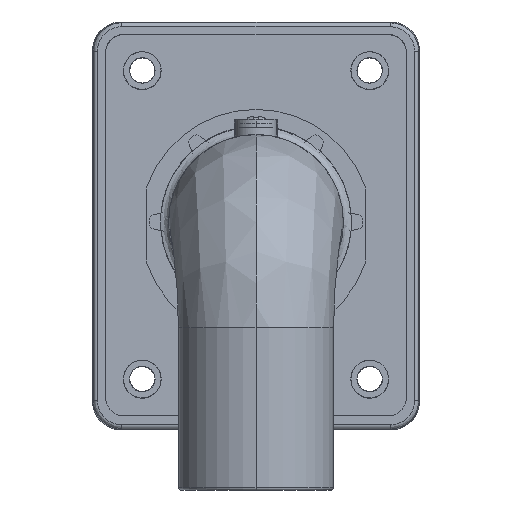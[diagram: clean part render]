
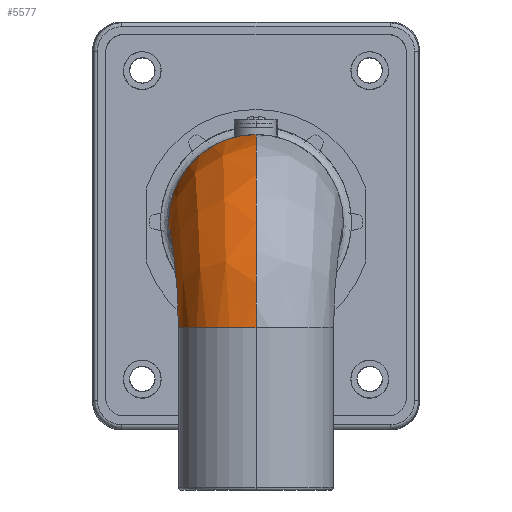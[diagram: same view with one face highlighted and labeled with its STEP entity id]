
A CAD part, front view. The second image highlights one B-rep face of the part: STEP entity #5577.
In plain terms, the highlighted free-form (B-spline) face has degree [3, 3] with [11, 7] control points.
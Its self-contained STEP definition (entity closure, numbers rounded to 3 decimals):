
#572=CARTESIAN_POINT('',(0.,-39.,0.));
#573=DIRECTION('',(0.,-1.,0.));
#574=DIRECTION('',(0.,0.,1.));
#575=AXIS2_PLACEMENT_3D('',#572,#573,#574);
#619=CARTESIAN_POINT('',(0.,-39.,21.5));
#620=CARTESIAN_POINT('',(0.,-40.872,21.5));
#621=CARTESIAN_POINT('',(0.,-44.644,21.25));
#622=CARTESIAN_POINT('',(0.,-50.251,20.126));
#623=CARTESIAN_POINT('',(0.,-55.772,18.231));
#624=CARTESIAN_POINT('',(0.,-60.993,15.632));
#625=CARTESIAN_POINT('',(0.,-65.99,12.26));
#626=CARTESIAN_POINT('',(0.,-70.532,8.214));
#627=CARTESIAN_POINT('',(0.,-74.519,3.582));
#628=CARTESIAN_POINT('',(0.,-77.874,-1.528));
#629=CARTESIAN_POINT('',(0.,-80.613,-7.184));
#630=CARTESIAN_POINT('',(0.,-82.609,-13.214));
#631=CARTESIAN_POINT('',(0.,-83.825,-19.506));
#632=CARTESIAN_POINT('',(0.,-84.1,-23.824));
#633=CARTESIAN_POINT('',(0.,-84.1,-26.));
#635=CARTESIAN_POINT('',(0.,-39.,-21.5));
#636=CARTESIAN_POINT('',(0.,-39.436,-21.5));
#637=CARTESIAN_POINT('',(0.,-40.259,-21.457));
#638=CARTESIAN_POINT('',(0.,-41.656,-21.541));
#639=CARTESIAN_POINT('',(0.,-42.626,-21.786));
#640=CARTESIAN_POINT('',(0.,-43.617,-22.217));
#641=CARTESIAN_POINT('',(0.,-44.476,-22.852));
#642=CARTESIAN_POINT('',(0.,-45.071,-23.512));
#643=CARTESIAN_POINT('',(0.,-45.54,-24.285));
#644=CARTESIAN_POINT('',(0.,-45.83,-25.117));
#645=CARTESIAN_POINT('',(0.,-45.9,-25.706));
#646=CARTESIAN_POINT('',(0.,-45.9,-26.));
#691=CARTESIAN_POINT('',(0.,-65.,-26.));
#692=DIRECTION('',(0.,0.,1.));
#693=DIRECTION('',(0.,1.,0.));
#694=AXIS2_PLACEMENT_3D('',#691,#692,#693);
#4489=CARTESIAN_POINT('',(0.,-39.,-21.5));
#4490=CARTESIAN_POINT('',(0.,-39.,21.5));
#4491=VERTEX_POINT('',#4489);
#4492=VERTEX_POINT('',#4490);
#4493=CARTESIAN_POINT('',(0.,-45.9,-26.));
#4494=CARTESIAN_POINT('',(0.,-84.1,-26.));
#4495=VERTEX_POINT('',#4493);
#4496=VERTEX_POINT('',#4494);
#5490=CARTESIAN_POINT('',(1.35,-37.482,21.43));
#5491=CARTESIAN_POINT('',(1.351,-43.954,21.663));
#5492=CARTESIAN_POINT('',(1.333,-56.968,19.081));
#5493=CARTESIAN_POINT('',(1.275,-72.733,7.53));
#5494=CARTESIAN_POINT('',(1.216,-82.363,
-8.942));
#5495=CARTESIAN_POINT('',(1.198,-84.213,
-21.294));
#5496=CARTESIAN_POINT('',(1.2,-84.042,
-27.442));
#5497=CARTESIAN_POINT('',(-1.908,-37.475,
21.638));
#5498=CARTESIAN_POINT('',(-1.911,-43.976,
21.873));
#5499=CARTESIAN_POINT('',(-1.885,-57.047,
19.278));
#5500=CARTESIAN_POINT('',(-1.802,-72.877,
7.673));
#5501=CARTESIAN_POINT('',(-1.719,-82.543,
-8.871));
#5502=CARTESIAN_POINT('',(-1.693,-84.399,
-21.274));
#5503=CARTESIAN_POINT('',(-1.696,-84.227,
-27.448));
#5504=CARTESIAN_POINT('',(-8.059,-37.508,
20.609));
#5505=CARTESIAN_POINT('',(-8.069,-43.869,
20.837));
#5506=CARTESIAN_POINT('',(-7.961,-56.657,
18.307));
#5507=CARTESIAN_POINT('',(-7.61,-72.165,
6.97));
#5508=CARTESIAN_POINT('',(-7.259,-81.654,
-9.218));
#5509=CARTESIAN_POINT('',(-7.152,-83.481,
-21.37));
#5510=CARTESIAN_POINT('',(-7.161,-83.312,
-27.419));
#5511=CARTESIAN_POINT('',(-15.596,-37.669,
15.575));
#5512=CARTESIAN_POINT('',(-15.615,-43.343,
15.776));
#5513=CARTESIAN_POINT('',(-15.408,-54.75,
13.559));
#5514=CARTESIAN_POINT('',(-14.728,-68.684,
3.537));
#5515=CARTESIAN_POINT('',(-14.048,-77.31,
-10.911));
#5516=CARTESIAN_POINT('',(-13.841,-78.994,
-21.837));
#5517=CARTESIAN_POINT('',(-13.86,-78.839,
-27.275));
#5518=CARTESIAN_POINT('',(-20.378,-37.898,
8.423));
#5519=CARTESIAN_POINT('',(-20.402,-42.596,
8.584));
#5520=CARTESIAN_POINT('',(-20.131,-52.04,
6.813));
#5521=CARTESIAN_POINT('',(-19.243,-63.737,
-1.342));
#5522=CARTESIAN_POINT('',(-18.355,-71.137,
-13.318));
#5523=CARTESIAN_POINT('',(-18.084,-72.62,
-22.502));
#5524=CARTESIAN_POINT('',(-18.108,-72.484,
-27.072));
#5525=CARTESIAN_POINT('',(-22.057,-38.168,
-0.013));
#5526=CARTESIAN_POINT('',(-22.083,-41.715,
0.1));
#5527=CARTESIAN_POINT('',(-21.789,-48.843,
-1.145));
#5528=CARTESIAN_POINT('',(-20.828,-57.903,
-7.097));
#5529=CARTESIAN_POINT('',(-19.868,-63.855,
-16.157));
#5530=CARTESIAN_POINT('',(-19.574,-65.1,
-23.285));
#5531=CARTESIAN_POINT('',(-19.6,-64.987,
-26.832));
#5532=CARTESIAN_POINT('',(-20.378,-38.438,
-8.45));
#5533=CARTESIAN_POINT('',(-20.402,-40.834,
-8.383));
#5534=CARTESIAN_POINT('',(-20.131,-45.647,
-9.103));
#5535=CARTESIAN_POINT('',(-19.243,-52.068,
-12.852));
#5536=CARTESIAN_POINT('',(-18.355,-56.573,
-18.996));
#5537=CARTESIAN_POINT('',(-18.084,-57.581,
-24.069));
#5538=CARTESIAN_POINT('',(-18.108,-57.49,
-26.592));
#5539=CARTESIAN_POINT('',(-15.596,-38.667,
-15.602));
#5540=CARTESIAN_POINT('',(-15.615,-40.087,
-15.575));
#5541=CARTESIAN_POINT('',(-15.408,-42.937,
-15.849));
#5542=CARTESIAN_POINT('',(-14.728,-47.121,
-17.731));
#5543=CARTESIAN_POINT('',(-14.048,-50.4,
-21.402));
#5544=CARTESIAN_POINT('',(-13.841,-51.206,
-24.733));
#5545=CARTESIAN_POINT('',(-13.86,-51.134,
-26.388));
#5546=CARTESIAN_POINT('',(-8.059,-38.828,
-20.635));
#5547=CARTESIAN_POINT('',(-8.069,-39.561,
-20.637));
#5548=CARTESIAN_POINT('',(-7.961,-41.03,
-20.597));
#5549=CARTESIAN_POINT('',(-7.61,-43.64,
-21.165));
#5550=CARTESIAN_POINT('',(-7.259,-46.056,
-23.096));
#5551=CARTESIAN_POINT('',(-7.152,-46.719,
-25.2));
#5552=CARTESIAN_POINT('',(-7.161,-46.661,
-26.245));
#5553=CARTESIAN_POINT('',(-1.908,-38.861,
-21.665));
#5554=CARTESIAN_POINT('',(-1.911,-39.454,
-21.672));
#5555=CARTESIAN_POINT('',(-1.885,-40.64,
-21.568));
#5556=CARTESIAN_POINT('',(-1.802,-42.928,
-21.868));
#5557=CARTESIAN_POINT('',(-1.719,-45.167,
-23.442));
#5558=CARTESIAN_POINT('',(-1.693,-45.802,
-25.296));
#5559=CARTESIAN_POINT('',(-1.696,-45.746,
-26.216));
#5560=CARTESIAN_POINT('',(1.35,-38.855,
-21.456));
#5561=CARTESIAN_POINT('',(1.351,-39.476,
-21.462));
#5562=CARTESIAN_POINT('',(1.333,-40.719,
-21.371));
#5563=CARTESIAN_POINT('',(1.275,-43.072,
-21.725));
#5564=CARTESIAN_POINT('',(1.216,-45.347,
-23.372));
#5565=CARTESIAN_POINT('',(1.198,-45.988,
-25.277));
#5566=CARTESIAN_POINT('',(1.2,-45.932,
-26.222));
#5567=B_SPLINE_SURFACE_WITH_KNOTS('',3,3,((#5490,#5491,#5492,#5493,#5494,#5495,
#5496),(#5497,#5498,#5499,#5500,#5501,#5502,#5503),(#5504,#5505,#5506,#5507,
#5508,#5509,#5510),(#5511,#5512,#5513,#5514,#5515,#5516,#5517),(#5518,#5519,
#5520,#5521,#5522,#5523,#5524),(#5525,#5526,#5527,#5528,#5529,#5530,#5531),(
#5532,#5533,#5534,#5535,#5536,#5537,#5538),(#5539,#5540,#5541,#5542,#5543,#5544,
#5545),(#5546,#5547,#5548,#5549,#5550,#5551,#5552),(#5553,#5554,#5555,#5556,
#5557,#5558,#5559),(#5560,#5561,#5562,#5563,#5564,#5565,#5566)),.UNSPECIFIED.,
.F.,.F.,.F.,(4,1,1,1,1,1,1,1,4),(4,1,1,1,4),(-0.02,0.125,0.25,
0.375,0.5,0.625,0.75,0.875,1.02),(-0.032,
0.377,0.785,1.194,1.603),
.UNSPECIFIED.);
#5568=ORIENTED_EDGE('',*,*,#5441,.F.);
#5570=ORIENTED_EDGE('',*,*,#5569,.T.);
#5572=ORIENTED_EDGE('',*,*,#5571,.F.);
#5574=ORIENTED_EDGE('',*,*,#5573,.F.);
#5575=EDGE_LOOP('',(#5568,#5570,#5572,#5574));
#5576=FACE_OUTER_BOUND('',#5575,.F.);
#576=CIRCLE('',#575,21.5);
#634=B_SPLINE_CURVE_WITH_KNOTS('',3,(#619,#620,#621,#622,#623,#624,#625,#626,
#627,#628,#629,#630,#631,#632,#633),.UNSPECIFIED.,.F.,.F.,(4,1,1,1,1,1,1,1,1,1,
1,1,4),(0.,0.083,0.167,0.25,0.333,
0.417,0.5,0.583,0.667,0.75,
0.833,0.917,1.),.UNSPECIFIED.);
#647=B_SPLINE_CURVE_WITH_KNOTS('',3,(#635,#636,#637,#638,#639,#640,#641,#642,
#643,#644,#645,#646),.UNSPECIFIED.,.F.,.F.,(4,1,1,1,1,1,1,1,1,4),(0.,
0.111,0.222,0.333,0.444,
0.556,0.667,0.778,0.889,1.),
.UNSPECIFIED.);
#695=CIRCLE('',#694,19.1);
#5441=EDGE_CURVE('',#4492,#4491,#576,.T.);
#5569=EDGE_CURVE('',#4492,#4496,#634,.T.);
#5571=EDGE_CURVE('',#4495,#4496,#695,.T.);
#5573=EDGE_CURVE('',#4491,#4495,#647,.T.);
#5577=ADVANCED_FACE('',(#5576),#5567,.T.);
